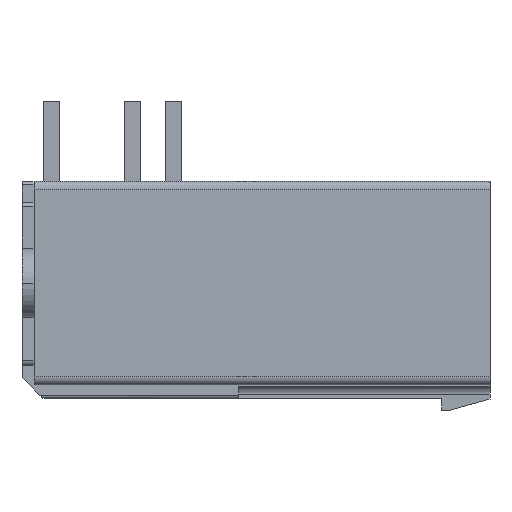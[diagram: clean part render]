
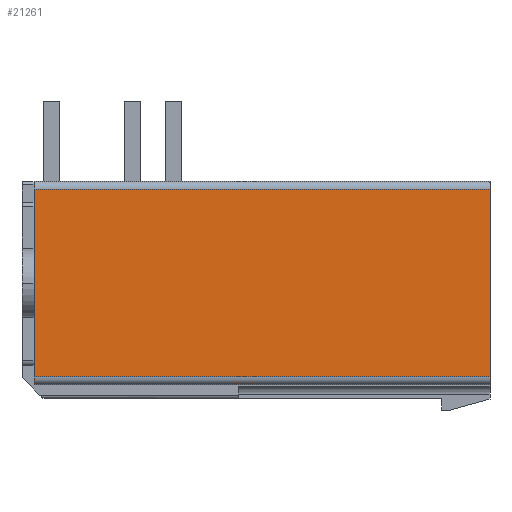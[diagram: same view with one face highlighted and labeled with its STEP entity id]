
A CAD part, front view. The second image highlights one B-rep face of the part: STEP entity #21261.
In plain terms, the highlighted planar face has unit normal (0, -1, 0).
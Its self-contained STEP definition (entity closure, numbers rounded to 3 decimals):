
#1942=DIRECTION('',(0.,0.,1.));
#1943=VECTOR('',#1942,11.733);
#1944=CARTESIAN_POINT('',(14.625,-6.22,-5.055));
#1945=LINE('',#1944,#1943);
#5999=DIRECTION('',(0.,0.,1.));
#6000=VECTOR('',#5999,11.733);
#6001=CARTESIAN_POINT('',(-13.875,-6.22,-5.055));
#6002=LINE('',#6001,#6000);
#6980=DIRECTION('',(-1.,0.,0.));
#6981=VECTOR('',#6980,28.5);
#6982=CARTESIAN_POINT('',(14.625,-6.22,-5.055));
#6983=LINE('',#6982,#6981);
#6984=DIRECTION('',(-1.,0.,0.));
#6985=VECTOR('',#6984,28.5);
#6986=CARTESIAN_POINT('',(14.625,-6.22,6.678));
#6987=LINE('',#6986,#6985);
#11728=CARTESIAN_POINT('',(14.625,-6.22,6.678));
#11730=VERTEX_POINT('',#11728);
#11745=CARTESIAN_POINT('',(14.625,-6.22,-5.055));
#11747=VERTEX_POINT('',#11745);
#11748=CARTESIAN_POINT('',(-13.875,-6.22,6.678));
#11750=VERTEX_POINT('',#11748);
#11753=CARTESIAN_POINT('',(-13.875,-6.22,-5.055));
#11755=VERTEX_POINT('',#11753);
#21249=CARTESIAN_POINT('',(14.625,-6.22,-5.055));
#21250=DIRECTION('',(0.,1.,0.));
#21251=DIRECTION('',(0.,0.,1.));
#21252=AXIS2_PLACEMENT_3D('',#21249,#21250,#21251);
#21253=PLANE('',#21252);
#21254=ORIENTED_EDGE('',*,*,#12925,.F.);
#21255=ORIENTED_EDGE('',*,*,#21244,.T.);
#21256=ORIENTED_EDGE('',*,*,#20273,.T.);
#21258=ORIENTED_EDGE('',*,*,#21257,.F.);
#21259=EDGE_LOOP('',(#21254,#21255,#21256,#21258));
#21260=FACE_OUTER_BOUND('',#21259,.F.);
#21261=ADVANCED_FACE('',(#21260),#21253,.F.);
#12925=EDGE_CURVE('',#11747,#11730,#1945,.T.);
#20273=EDGE_CURVE('',#11755,#11750,#6002,.T.);
#21244=EDGE_CURVE('',#11747,#11755,#6983,.T.);
#21257=EDGE_CURVE('',#11730,#11750,#6987,.T.);
